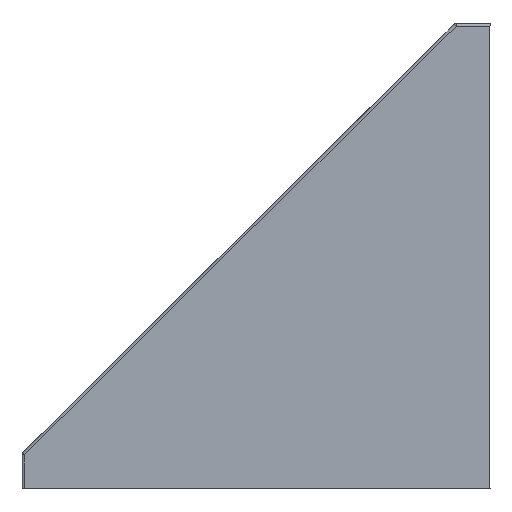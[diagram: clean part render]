
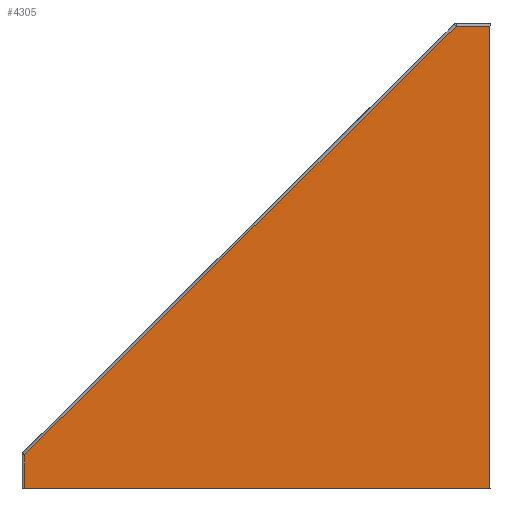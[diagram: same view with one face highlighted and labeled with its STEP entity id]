
A CAD part, left-side view. The second image highlights one B-rep face of the part: STEP entity #4305.
In plain terms, the highlighted planar face has unit normal (-1, 0, 0).
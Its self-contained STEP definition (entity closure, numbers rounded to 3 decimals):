
#100=PLANE('',#4716);
#200=LINE('',#7122,#471);
#235=LINE('',#7308,#506);
#238=LINE('',#7315,#509);
#241=LINE('',#7323,#512);
#245=LINE('',#7468,#516);
#471=VECTOR('',#5358,10.);
#506=VECTOR('',#5515,10.);
#509=VECTOR('',#5522,10.);
#512=VECTOR('',#5531,10.);
#516=VECTOR('',#5557,10.);
#892=FACE_OUTER_BOUND('',#1215,.T.);
#1215=EDGE_LOOP('',(#3119,#3120,#3121,#3122,#3123));
#1900=VERTEX_POINT('',#7119);
#1901=VERTEX_POINT('',#7121);
#1987=VERTEX_POINT('',#7295);
#1991=VERTEX_POINT('',#7304);
#1992=VERTEX_POINT('',#7311);
#2279=EDGE_CURVE('',#1901,#1900,#200,.T.);
#2372=EDGE_CURVE('',#1987,#1991,#235,.T.);
#2376=EDGE_CURVE('',#1991,#1992,#238,.T.);
#2380=EDGE_CURVE('',#1901,#1987,#241,.T.);
#2399=EDGE_CURVE('',#1900,#1992,#245,.T.);
#3119=ORIENTED_EDGE('',*,*,#2376,.F.);
#3120=ORIENTED_EDGE('',*,*,#2372,.F.);
#3121=ORIENTED_EDGE('',*,*,#2380,.F.);
#3122=ORIENTED_EDGE('',*,*,#2279,.T.);
#3123=ORIENTED_EDGE('',*,*,#2399,.T.);
#4305=ADVANCED_FACE('',(#892),#100,.T.);
#4716=AXIS2_PLACEMENT_3D('',#7480,#5567,#5568);
#5358=DIRECTION('',(0.,-1.,0.));
#5515=DIRECTION('',(0.,-0.709,0.705));
#5522=DIRECTION('',(0.,-1.,0.));
#5531=DIRECTION('',(0.,0.,1.));
#5557=DIRECTION('',(0.,0.,1.));
#5567=DIRECTION('center_axis',(-1.,0.,0.));
#5568=DIRECTION('ref_axis',(0.,0.,1.));
#7119=CARTESIAN_POINT('',(0.,0.,0.));
#7121=CARTESIAN_POINT('',(0.,86.5,0.));
#7122=CARTESIAN_POINT('',(0.,87.,0.));
#7295=CARTESIAN_POINT('',(0.,86.5,6.292));
#7304=CARTESIAN_POINT('',(0.,6.294,86.));
#7308=CARTESIAN_POINT('',(0.,26.137,66.28));
#7311=CARTESIAN_POINT('',(0.,0.,86.));
#7315=CARTESIAN_POINT('',(0.,1.625,86.));
#7323=CARTESIAN_POINT('',(0.,86.5,0.));
#7468=CARTESIAN_POINT('',(0.,0.,0.));
#7480=CARTESIAN_POINT('Origin',(0.,0.,0.));
